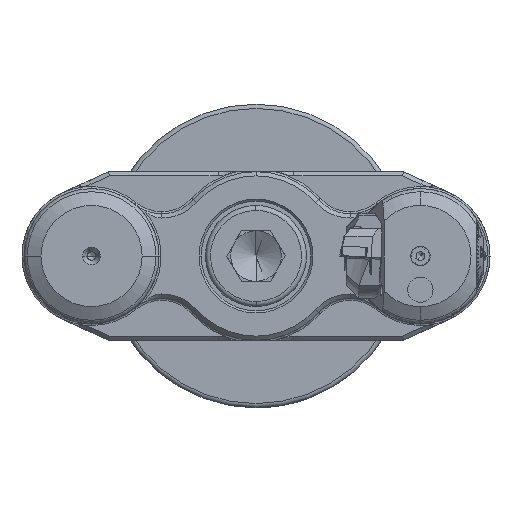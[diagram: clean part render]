
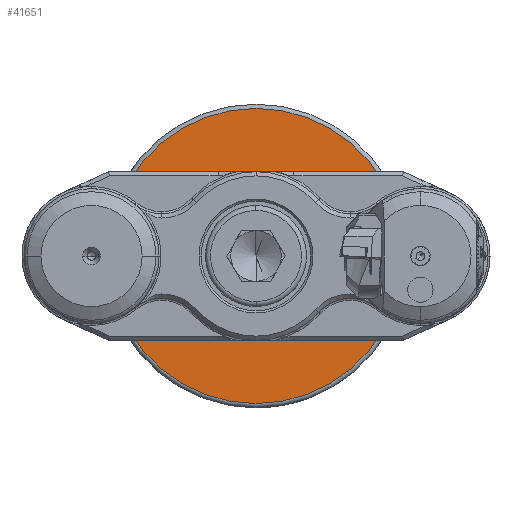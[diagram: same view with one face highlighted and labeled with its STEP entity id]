
A CAD part, front view. The second image highlights one B-rep face of the part: STEP entity #41651.
In plain terms, the highlighted face is planar.
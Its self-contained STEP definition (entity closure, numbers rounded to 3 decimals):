
#488 = VERTEX_POINT ( 'NONE', #48965 ) ;
#2413 = FACE_BOUND ( 'NONE', #21832, .T. ) ;
#2593 = VERTEX_POINT ( 'NONE', #21722 ) ;
#2608 = EDGE_LOOP ( 'NONE', ( #3865, #14418 ) ) ;
#3553 = EDGE_CURVE ( 'NONE', #488, #54892, #9972, .T. ) ;
#3865 = ORIENTED_EDGE ( 'NONE', *, *, #38204, .F. ) ;
#5174 = AXIS2_PLACEMENT_3D ( 'NONE', #41594, #16225, #45877 ) ;
#5293 = VERTEX_POINT ( 'NONE', #30103 ) ;
#5363 = AXIS2_PLACEMENT_3D ( 'NONE', #18140, #39634, #52043 ) ;
#7413 = CARTESIAN_POINT ( 'NONE',  ( 60., 0., 35. ) ) ;
#8483 = EDGE_CURVE ( 'NONE', #5293, #2593, #12913, .T. ) ;
#9432 = DIRECTION ( 'NONE',  ( -1., 0., 0. ) ) ;
#9953 = CARTESIAN_POINT ( 'NONE',  ( 60., 0., -27. ) ) ;
#9972 = CIRCLE ( 'NONE', #26323, 6. ) ;
#11044 = EDGE_CURVE ( 'NONE', #27583, #21361, #23991, .T. ) ;
#12913 = CIRCLE ( 'NONE', #14127, 6. ) ;
#13701 = FACE_BOUND ( 'NONE', #23122, .T. ) ;
#14127 = AXIS2_PLACEMENT_3D ( 'NONE', #48420, #52859, #41243 ) ;
#14198 = DIRECTION ( 'NONE',  ( 0., 0., 1. ) ) ;
#14418 = ORIENTED_EDGE ( 'NONE', *, *, #3553, .F. ) ;
#15338 = DIRECTION ( 'NONE',  ( 0., 0., 1. ) ) ;
#15983 = CIRCLE ( 'NONE', #54766, 6. ) ;
#16225 = DIRECTION ( 'NONE',  ( -1., 0., 0. ) ) ;
#16789 = DIRECTION ( 'NONE',  ( -1., 0., 0. ) ) ;
#17239 = ORIENTED_EDGE ( 'NONE', *, *, #25850, .F. ) ;
#18140 = CARTESIAN_POINT ( 'NONE',  ( 60., 0., 0. ) ) ;
#18361 = ORIENTED_EDGE ( 'NONE', *, *, #26023, .T. ) ;
#20556 = DIRECTION ( 'NONE',  ( 0., 0., -1. ) ) ;
#21361 = VERTEX_POINT ( 'NONE', #53056 ) ;
#21722 = CARTESIAN_POINT ( 'NONE',  ( 60., 0., -33. ) ) ;
#21832 = EDGE_LOOP ( 'NONE', ( #50361, #48837 ) ) ;
#22123 = EDGE_CURVE ( 'NONE', #42886, #31643, #28840, .T. ) ;
#23122 = EDGE_LOOP ( 'NONE', ( #40606, #18361 ) ) ;
#23945 = CARTESIAN_POINT ( 'NONE',  ( 60., 0., 27. ) ) ;
#23991 = CIRCLE ( 'NONE', #5363, 17.715 ) ;
#24723 = AXIS2_PLACEMENT_3D ( 'NONE', #40679, #40315, #15338 ) ;
#24934 = FACE_BOUND ( 'NONE', #2608, .T. ) ;
#25850 = EDGE_CURVE ( 'NONE', #31643, #42886, #53790, .T. ) ;
#25999 = CARTESIAN_POINT ( 'NONE',  ( 60., 0., 17.715 ) ) ;
#26023 = EDGE_CURVE ( 'NONE', #2593, #5293, #15983, .T. ) ;
#26323 = AXIS2_PLACEMENT_3D ( 'NONE', #29031, #41842, #20556 ) ;
#26330 = AXIS2_PLACEMENT_3D ( 'NONE', #42150, #16789, #46436 ) ;
#27583 = VERTEX_POINT ( 'NONE', #25999 ) ;
#28163 = DIRECTION ( 'NONE',  ( 0., 0., -1. ) ) ;
#28840 = CIRCLE ( 'NONE', #32589, 35. ) ;
#29031 = CARTESIAN_POINT ( 'NONE',  ( 60., 0., 27. ) ) ;
#29151 = EDGE_CURVE ( 'NONE', #21361, #27583, #30345, .T. ) ;
#30103 = CARTESIAN_POINT ( 'NONE',  ( 60., 0., -21. ) ) ;
#30345 = CIRCLE ( 'NONE', #5174, 17.715 ) ;
#31643 = VERTEX_POINT ( 'NONE', #54426 ) ;
#32589 = AXIS2_PLACEMENT_3D ( 'NONE', #34755, #9432, #39040 ) ;
#34755 = CARTESIAN_POINT ( 'NONE',  ( 60., 0., 0. ) ) ;
#36421 = PLANE ( 'NONE',  #24723 ) ;
#38204 = EDGE_CURVE ( 'NONE', #54892, #488, #41197, .T. ) ;
#39040 = DIRECTION ( 'NONE',  ( 0., 0., 1. ) ) ;
#39549 = DIRECTION ( 'NONE',  ( -1., 0., 0. ) ) ;
#39634 = DIRECTION ( 'NONE',  ( -1., 0., 0. ) ) ;
#40315 = DIRECTION ( 'NONE',  ( -1., 0., 0. ) ) ;
#40606 = ORIENTED_EDGE ( 'NONE', *, *, #8483, .T. ) ;
#40679 = CARTESIAN_POINT ( 'NONE',  ( 60., 17.715, 0. ) ) ;
#40833 = ORIENTED_EDGE ( 'NONE', *, *, #22123, .F. ) ;
#41197 = CIRCLE ( 'NONE', #49811, 6. ) ;
#41243 = DIRECTION ( 'NONE',  ( 0., 0., 1. ) ) ;
#41594 = CARTESIAN_POINT ( 'NONE',  ( 60., 0., 0. ) ) ;
#41651 = ADVANCED_FACE ( 'NONE', ( #13701, #24934, #47486, #2413 ), #36421, .F. ) ;
#41842 = DIRECTION ( 'NONE',  ( 1., 0., 0. ) ) ;
#42150 = CARTESIAN_POINT ( 'NONE',  ( 60., 0., 0. ) ) ;
#42886 = VERTEX_POINT ( 'NONE', #7413 ) ;
#45877 = DIRECTION ( 'NONE',  ( 0., 0., 1. ) ) ;
#46436 = DIRECTION ( 'NONE',  ( 0., 0., 1. ) ) ;
#47486 = FACE_OUTER_BOUND ( 'NONE', #48398, .T. ) ;
#48398 = EDGE_LOOP ( 'NONE', ( #40833, #17239 ) ) ;
#48420 = CARTESIAN_POINT ( 'NONE',  ( 60., 0., -27. ) ) ;
#48837 = ORIENTED_EDGE ( 'NONE', *, *, #11044, .T. ) ;
#48965 = CARTESIAN_POINT ( 'NONE',  ( 60., 0., 33. ) ) ;
#49242 = CARTESIAN_POINT ( 'NONE',  ( 60., 0., 21. ) ) ;
#49811 = AXIS2_PLACEMENT_3D ( 'NONE', #23945, #53596, #28163 ) ;
#50361 = ORIENTED_EDGE ( 'NONE', *, *, #29151, .T. ) ;
#52043 = DIRECTION ( 'NONE',  ( 0., 0., 1. ) ) ;
#52859 = DIRECTION ( 'NONE',  ( -1., 0., 0. ) ) ;
#53056 = CARTESIAN_POINT ( 'NONE',  ( 60., 0., -17.715 ) ) ;
#53596 = DIRECTION ( 'NONE',  ( 1., 0., 0. ) ) ;
#53790 = CIRCLE ( 'NONE', #26330, 35. ) ;
#54426 = CARTESIAN_POINT ( 'NONE',  ( 60., 0., -35. ) ) ;
#54766 = AXIS2_PLACEMENT_3D ( 'NONE', #9953, #39549, #14198 ) ;
#54892 = VERTEX_POINT ( 'NONE', #49242 ) ;
